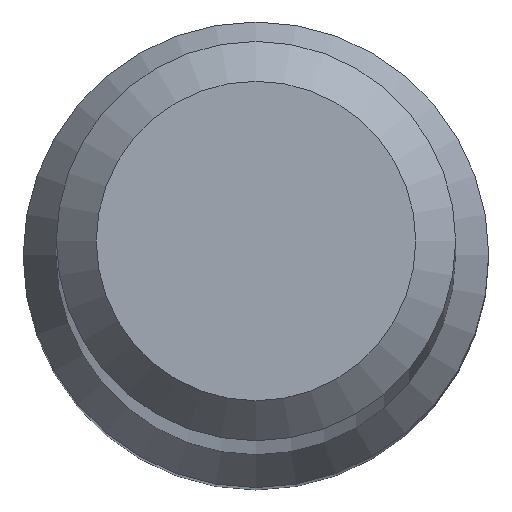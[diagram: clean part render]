
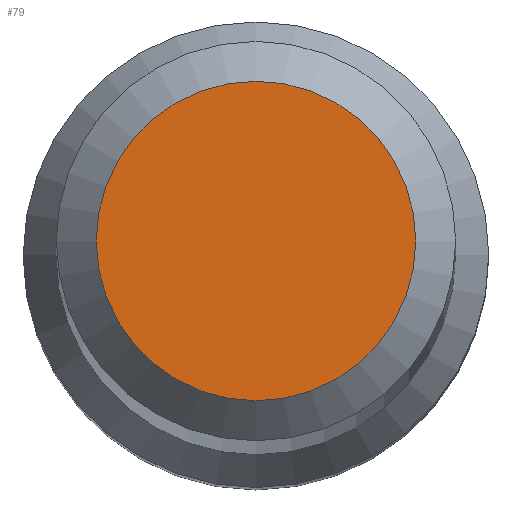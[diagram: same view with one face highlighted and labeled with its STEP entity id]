
A CAD part, top view. The second image highlights one B-rep face of the part: STEP entity #79.
In plain terms, the highlighted planar face has unit normal (0, 0, 1).
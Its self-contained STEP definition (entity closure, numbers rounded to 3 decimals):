
#15 = ORIENTED_EDGE ( 'NONE', *, *, #234, .F. ) ;
#27 = DIRECTION ( 'NONE',  ( 0., 1., 0. ) ) ;
#28 = CARTESIAN_POINT ( 'NONE',  ( 0., 0., 70. ) ) ;
#29 = CARTESIAN_POINT ( 'NONE',  ( 0., 1.2, 70. ) ) ;
#52 = CARTESIAN_POINT ( 'NONE',  ( 0., 0., 70. ) ) ;
#58 = DIRECTION ( 'NONE',  ( 0., 0., 1. ) ) ;
#79 = ADVANCED_FACE ( 'NONE', ( #114 ), #148, .T. ) ;
#92 = AXIS2_PLACEMENT_3D ( 'NONE', #52, #58, #135 ) ;
#114 = FACE_OUTER_BOUND ( 'NONE', #170, .T. ) ;
#123 = DIRECTION ( 'NONE',  ( 0., 0., -1. ) ) ;
#133 = AXIS2_PLACEMENT_3D ( 'NONE', #28, #123, #27 ) ;
#135 = DIRECTION ( 'NONE',  ( 0., -1., 0. ) ) ;
#140 = VERTEX_POINT ( 'NONE', #29 ) ;
#148 = PLANE ( 'NONE',  #92 ) ;
#170 = EDGE_LOOP ( 'NONE', ( #15 ) ) ;
#192 = CIRCLE ( 'NONE', #133, 1.2 ) ;
#234 = EDGE_CURVE ( 'NONE', #140, #140, #192, .T. ) ;
